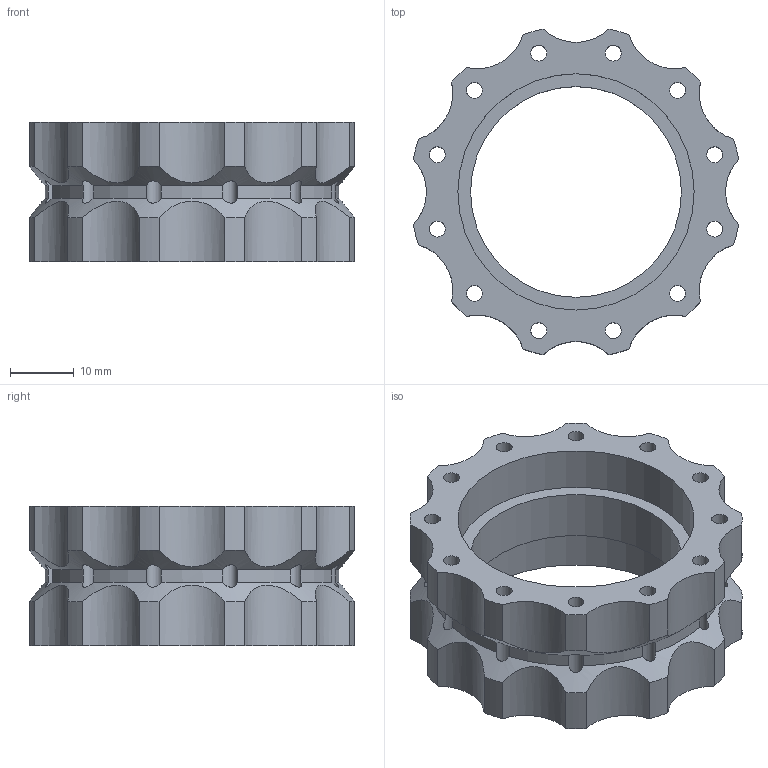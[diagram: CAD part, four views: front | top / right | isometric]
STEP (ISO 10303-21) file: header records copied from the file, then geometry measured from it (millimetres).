
FILE_DESCRIPTION(/* description */ ('STEP AP242','CAx-IF Rec.Pracs.---Representation and Presentation of Product Manufacturing Information (PMI)---4.0---2014-10-13','CAx-IF Rec.Pracs.---3D Tessellated Geometry---0.4---2014-09-14','2;1'),/* implementation_level */ '2;1');
FILE_NAME(/* name */ '67cbce9d0cc91866412832cf',/* time_stamp */ '2025-03-08T04:59:10Z',/* author */ (''),/* organization */ (''),/* preprocessor_version */ 'ST-DEVELOPER v20',/* originating_system */ 'ONSHAPE BY PTC INC, 1.194',/* authorisation */ ' ');
FILE_SCHEMA (('AP242_MANAGED_MODEL_BASED_3D_ENGINEERING_MIM_LF { 1 0 10303 442 1 1 4 }'));
Length unit declared in the file: metre
Products named in the file (1): centerhub
Bounding box: 50.97 x 50.97 x 21.85 mm (x, y, z)
Volume: 17598.4 mm3; surface area: 10146.9 mm2
Topology: 1 solids, 1 shells, 81 faces, 277 edges, 184 vertices
Faces by surface type: cylinder 75, plane 4, cone 2
Full cylindrical faces by diameter (mm): 2.5 x12, 33 x1, 37 x2
Entity records: 3228 total; most frequent: CARTESIAN_POINT 838, ORIENTED_EDGE 492, DIRECTION 488, EDGE_CURVE 246, AXIS2_PLACEMENT_3D 208, VERTEX_POINT 174, EDGE_LOOP 138, FACE_BOUND 138
